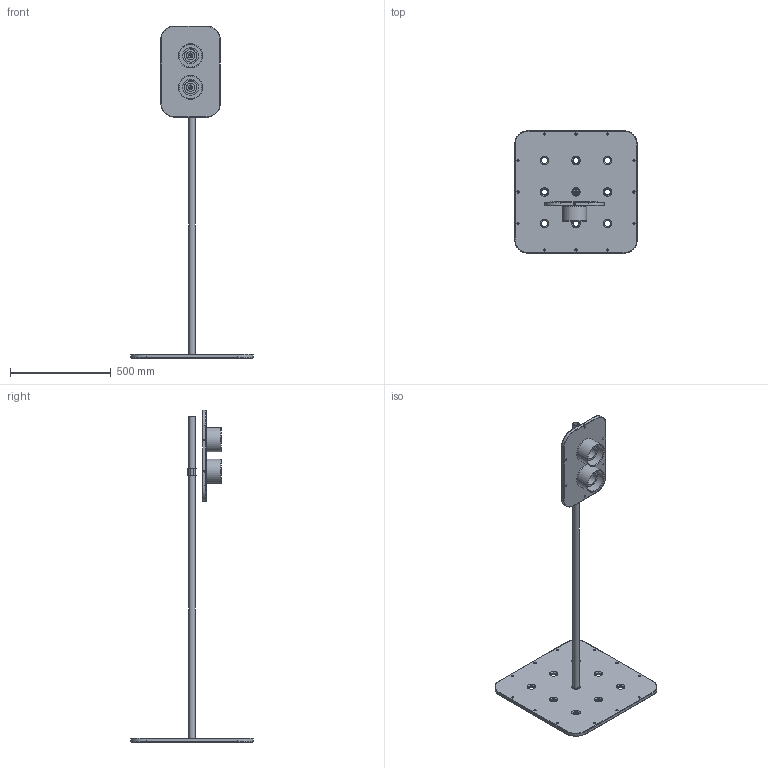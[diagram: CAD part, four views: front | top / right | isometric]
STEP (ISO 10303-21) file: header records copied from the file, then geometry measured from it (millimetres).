
FILE_DESCRIPTION(/* description */ (''),/* implementation_level */ '2;1');
FILE_NAME(/* name */ '250407_Ampel.stp',/* time_stamp */ '2025-06-03T15:20:42+02:00',/* author */ ('clehmann'),/* organization */ (''),/* preprocessor_version */ 'ST-DEVELOPER v20',/* originating_system */ 'Autodesk Inventor 2025',/* authorisation */ '');
FILE_SCHEMA (('AUTOMOTIVE_DESIGN { 1 0 10303 214 3 1 1 }'));
Length unit declared in the file: millimetre
Products named in the file (7): #10323; 60x60_005; 30x45_005; 250430_Item Rohr Ampel; item_0063061_Rohradapter D30_1; Verbinder_006_Kabel; Verbinder_006
Assembly tree (9 placements, depth 2):
  #10323
    60x60_005
    30x45_005
    Verbinder_006_Kabel  x3
    250430_Item Rohr Ampel
    item_0063061_Rohradapter D30_1
    Verbinder_006  x2
Bounding box: 610 x 610 x 1650 mm (x, y, z)
Volume: 9453600.6 mm3; surface area: 1566465.6 mm2
Topology: 10 solids, 10 shells, 366 faces, 848 edges, 533 vertices
Faces by surface type: cylinder 159, plane 96, bspline 54, cone 32, torus 19, sphere 6
Full cylindrical faces by diameter (mm): 4 x2, 7 x9, 7.5 x2, 10.5 x18, 26.5 x3, 27 x1, 29.9 x2, 30 x12, 30.2 x3, 63 x2, 80 x2, 112 x2, 116 x2, 120 x2
Entity records: 10321 total; most frequent: CARTESIAN_POINT 3736, DIRECTION 1381, ORIENTED_EDGE 1260, EDGE_CURVE 630, AXIS2_PLACEMENT_3D 563, VERTEX_POINT 400, EDGE_LOOP 332, CIRCLE 306
